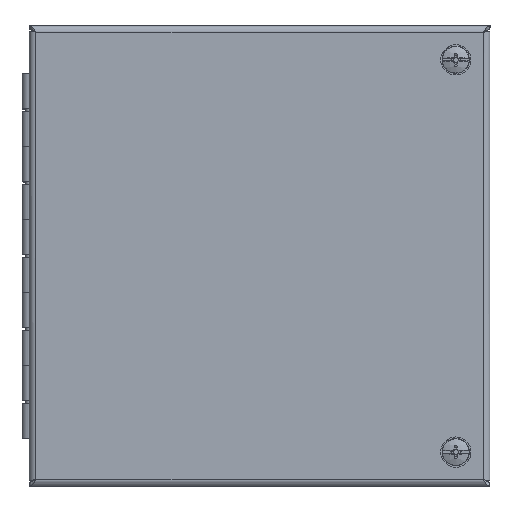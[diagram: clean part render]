
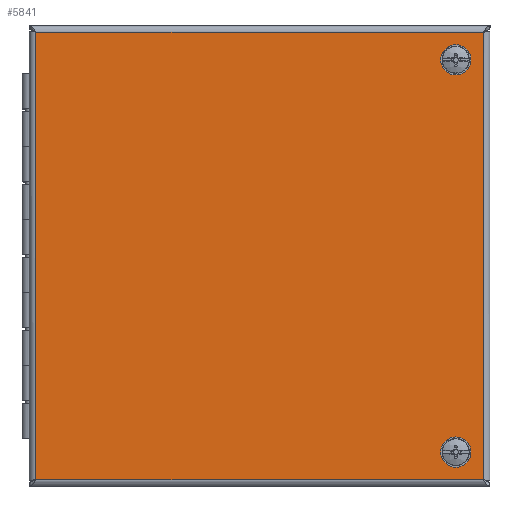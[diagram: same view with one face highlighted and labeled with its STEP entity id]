
A CAD part, top view. The second image highlights one B-rep face of the part: STEP entity #5841.
In plain terms, the highlighted planar face has unit normal (0, 0, 1).
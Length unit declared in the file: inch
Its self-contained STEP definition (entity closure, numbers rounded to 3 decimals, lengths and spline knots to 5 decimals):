
#310=FACE_BOUND('',#1092,.T.);
#311=FACE_BOUND('',#1093,.T.);
#462=PLANE('',#6463);
#733=FACE_OUTER_BOUND('',#1091,.T.);
#1091=EDGE_LOOP('',(#4737,#4738,#4739,#4740));
#1092=EDGE_LOOP('',(#4741));
#1093=EDGE_LOOP('',(#4742));
#1560=LINE('',#9629,#2070);
#1592=LINE('',#9987,#2102);
#1596=LINE('',#10003,#2106);
#1597=LINE('',#10007,#2107);
#2070=VECTOR('',#7570,0.3937);
#2102=VECTOR('',#7632,0.3937);
#2106=VECTOR('',#7652,0.3937);
#2107=VECTOR('',#7659,0.3937);
#2322=CIRCLE('',#6453,0.14063);
#2324=CIRCLE('',#6456,0.14063);
#2688=VERTEX_POINT('',#9499);
#2708=VERTEX_POINT('',#9628);
#2719=VERTEX_POINT('',#9727);
#2729=VERTEX_POINT('',#9923);
#2730=VERTEX_POINT('',#9989);
#2732=VERTEX_POINT('',#9995);
#3382=EDGE_CURVE('',#2708,#2688,#1560,.T.);
#3432=EDGE_CURVE('',#2719,#2729,#1592,.T.);
#3433=EDGE_CURVE('',#2730,#2730,#2322,.T.);
#3436=EDGE_CURVE('',#2732,#2732,#2324,.T.);
#3440=EDGE_CURVE('',#2688,#2719,#1596,.T.);
#3441=EDGE_CURVE('',#2729,#2708,#1597,.T.);
#4737=ORIENTED_EDGE('',*,*,#3382,.T.);
#4738=ORIENTED_EDGE('',*,*,#3440,.T.);
#4739=ORIENTED_EDGE('',*,*,#3432,.T.);
#4740=ORIENTED_EDGE('',*,*,#3441,.T.);
#4741=ORIENTED_EDGE('',*,*,#3433,.T.);
#4742=ORIENTED_EDGE('',*,*,#3436,.T.);
#5841=ADVANCED_FACE('',(#733,#310,#311),#462,.T.);
#6453=AXIS2_PLACEMENT_3D('',#9990,#7635,#7636);
#6456=AXIS2_PLACEMENT_3D('',#9996,#7642,#7643);
#6463=AXIS2_PLACEMENT_3D('',#10008,#7660,#7661);
#7570=DIRECTION('',(0.,-1.,0.));
#7632=DIRECTION('',(0.,1.,0.));
#7635=DIRECTION('center_axis',(0.,0.,-1.));
#7636=DIRECTION('ref_axis',(-1.,0.,0.));
#7642=DIRECTION('center_axis',(0.,0.,-1.));
#7643=DIRECTION('ref_axis',(-1.,0.,0.));
#7652=DIRECTION('',(1.,0.,0.));
#7659=DIRECTION('',(-1.,0.,0.));
#7660=DIRECTION('center_axis',(0.,0.,1.));
#7661=DIRECTION('ref_axis',(1.,0.,0.));
#9499=CARTESIAN_POINT('',(-3.066,-3.066,0.059));
#9628=CARTESIAN_POINT('',(-3.066,3.066,0.059));
#9629=CARTESIAN_POINT('',(-3.066,1.533,0.059));
#9727=CARTESIAN_POINT('',(3.066,-3.066,0.059));
#9923=CARTESIAN_POINT('',(3.066,3.066,0.059));
#9987=CARTESIAN_POINT('',(3.066,-1.533,0.059));
#9989=CARTESIAN_POINT('',(2.82813,-2.6875,0.059));
#9990=CARTESIAN_POINT('Origin',(2.6875,-2.6875,0.059));
#9995=CARTESIAN_POINT('',(2.82813,2.6875,0.059));
#9996=CARTESIAN_POINT('Origin',(2.6875,2.6875,0.059));
#10003=CARTESIAN_POINT('',(-1.533,-3.066,0.059));
#10007=CARTESIAN_POINT('',(1.533,3.066,0.059));
#10008=CARTESIAN_POINT('Origin',(0.,0.,
0.059));
